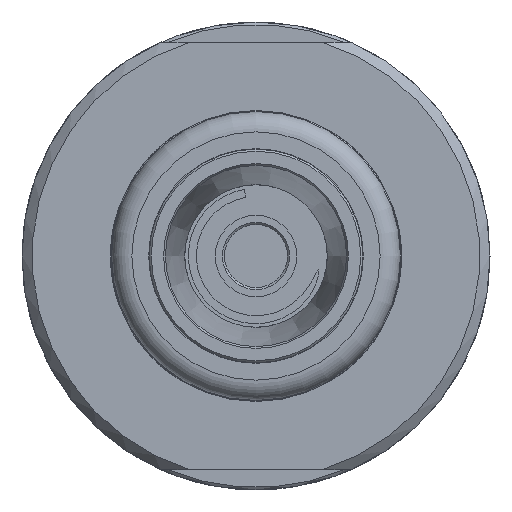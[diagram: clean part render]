
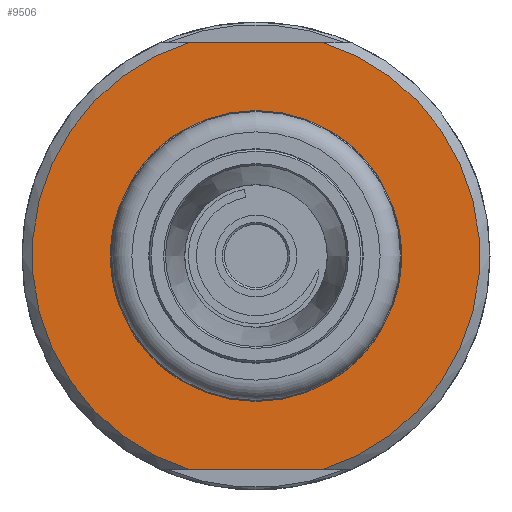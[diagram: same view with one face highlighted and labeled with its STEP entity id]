
A CAD part, left-side view. The second image highlights one B-rep face of the part: STEP entity #9506.
In plain terms, the highlighted planar face has unit normal (-1, 0, 0).
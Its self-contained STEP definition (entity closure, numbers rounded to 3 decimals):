
#326=FACE_BOUND('',#1714,.T.);
#557=PLANE('',#10479);
#1067=FACE_OUTER_BOUND('',#1713,.T.);
#1713=EDGE_LOOP('',(#7887,#7888,#7889,#7890));
#1714=EDGE_LOOP('',(#7891));
#2376=CIRCLE('',#10475,8.75);
#2378=CIRCLE('',#10478,22.);
#2379=CIRCLE('',#10480,22.);
#2964=LINE('',#18387,#3543);
#2965=LINE('',#18389,#3544);
#3543=VECTOR('',#12812,10.);
#3544=VECTOR('',#12813,10.);
#4327=VERTEX_POINT('',#18369);
#4328=VERTEX_POINT('',#18373);
#4331=VERTEX_POINT('',#18380);
#4332=VERTEX_POINT('',#18386);
#4333=VERTEX_POINT('',#18388);
#5538=EDGE_CURVE('',#4327,#4327,#2376,.T.);
#5542=EDGE_CURVE('',#4331,#4328,#2378,.T.);
#5543=EDGE_CURVE('',#4332,#4328,#2964,.T.);
#5544=EDGE_CURVE('',#4331,#4333,#2965,.T.);
#5545=EDGE_CURVE('',#4332,#4333,#2379,.T.);
#7887=ORIENTED_EDGE('',*,*,#5543,.T.);
#7888=ORIENTED_EDGE('',*,*,#5542,.F.);
#7889=ORIENTED_EDGE('',*,*,#5544,.T.);
#7890=ORIENTED_EDGE('',*,*,#5545,.F.);
#7891=ORIENTED_EDGE('',*,*,#5538,.T.);
#9506=ADVANCED_FACE('',(#1067,#326),#557,.T.);
#10475=AXIS2_PLACEMENT_3D('',#18371,#12802,#12803);
#10478=AXIS2_PLACEMENT_3D('',#18384,#12808,#12809);
#10479=AXIS2_PLACEMENT_3D('',#18385,#12810,#12811);
#10480=AXIS2_PLACEMENT_3D('',#18390,#12814,#12815);
#12802=DIRECTION('center_axis',(1.,0.,0.));
#12803=DIRECTION('ref_axis',(0.,1.,0.));
#12808=DIRECTION('center_axis',(1.,0.,0.));
#12809=DIRECTION('ref_axis',(0.,1.,0.));
#12810=DIRECTION('center_axis',(-1.,0.,0.));
#12811=DIRECTION('ref_axis',(0.,0.,
1.));
#12812=DIRECTION('',(0.,-1.,0.));
#12813=DIRECTION('',(0.,1.,0.));
#12814=DIRECTION('center_axis',(1.,0.,0.));
#12815=DIRECTION('ref_axis',(0.,1.,0.));
#18369=CARTESIAN_POINT('',(-98.9,-8.75,0.));
#18371=CARTESIAN_POINT('Origin',(-98.9,0.,
0.));
#18373=CARTESIAN_POINT('',(-98.9,-6.557,-21.));
#18380=CARTESIAN_POINT('',(-98.9,-6.557,21.));
#18384=CARTESIAN_POINT('Origin',(-98.9,0.,
0.));
#18385=CARTESIAN_POINT('Origin',(-98.9,15.375,0.));
#18386=CARTESIAN_POINT('',(-98.9,6.557,-21.));
#18387=CARTESIAN_POINT('',(-98.9,-0.91,-21.));
#18388=CARTESIAN_POINT('',(-98.9,6.557,21.));
#18389=CARTESIAN_POINT('',(-98.9,15.688,21.));
#18390=CARTESIAN_POINT('Origin',(-98.9,0.,
0.));
